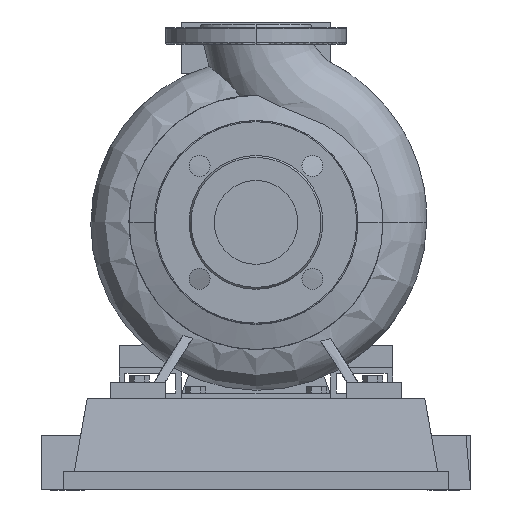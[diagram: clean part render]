
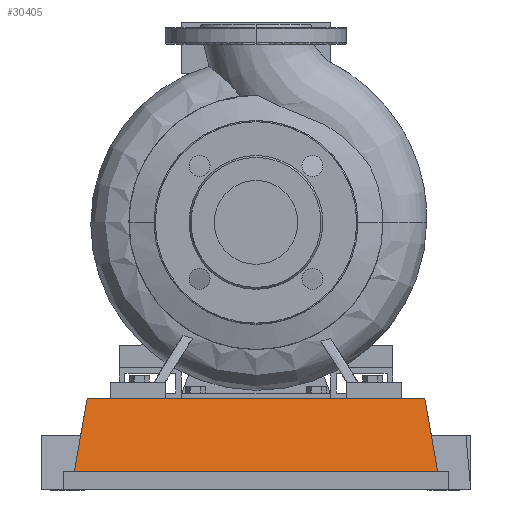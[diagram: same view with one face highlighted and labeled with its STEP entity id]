
A CAD part, left-side view. The second image highlights one B-rep face of the part: STEP entity #30405.
In plain terms, the highlighted planar face has unit normal (-0.985, 0, 0.174).
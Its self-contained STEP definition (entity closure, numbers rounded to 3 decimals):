
#28661=CARTESIAN_POINT('',(-65.,-165.,16.6));
#28662=VERTEX_POINT('',#28661);
#28669=CARTESIAN_POINT('',(-65.,165.0,16.6));
#28670=VERTEX_POINT('',#28669);
#28671=CARTESIAN_POINT('',(-65.,-165.,16.6));
#28672=DIRECTION('',(0.0,1.0,0.0));
#28673=VECTOR('',#28672,330.0);
#28674=LINE('',#28671,#28673);
#28675=EDGE_CURVE('',#28662,#28670,#28674,.T.);
#30139=CARTESIAN_POINT('',(-53.292,-153.292,83.0));
#30140=VERTEX_POINT('',#30139);
#30147=CARTESIAN_POINT('',(-65.,-165.,16.6));
#30148=DIRECTION('',(0.171,0.171,0.97));
#30149=VECTOR('',#30148,68.433);
#30150=LINE('',#30147,#30149);
#30151=EDGE_CURVE('',#28662,#30140,#30150,.T.);
#30382=CARTESIAN_POINT('',(-65.,-165.,16.6));
#30383=DIRECTION('',(-0.985,0.,0.174));
#30384=DIRECTION('',(0.0,-1.0,0.0));
#30385=AXIS2_PLACEMENT_3D('',#30382,#30383,#30384);
#30386=PLANE('',#30385);
#30387=CARTESIAN_POINT('',(-53.292,153.292,83.0));
#30388=VERTEX_POINT('',#30387);
#30389=CARTESIAN_POINT('',(-53.292,-153.292,83.0));
#30390=DIRECTION('',(0.0,1.0,0.0));
#30391=VECTOR('',#30390,306.584);
#30392=LINE('',#30389,#30391);
#30393=EDGE_CURVE('',#30140,#30388,#30392,.T.);
#30394=ORIENTED_EDGE('',*,*,#30393,.T.);
#30395=CARTESIAN_POINT('',(-65.,165.0,16.6));
#30396=DIRECTION('',(0.171,-0.171,0.97));
#30397=VECTOR('',#30396,68.433);
#30398=LINE('',#30395,#30397);
#30399=EDGE_CURVE('',#28670,#30388,#30398,.T.);
#30400=ORIENTED_EDGE('',*,*,#30399,.F.);
#30401=ORIENTED_EDGE('',*,*,#28675,.F.);
#30402=ORIENTED_EDGE('',*,*,#30151,.T.);
#30403=EDGE_LOOP('',(#30394,#30400,#30401,#30402));
#30404=FACE_OUTER_BOUND('',#30403,.T.);
#30405=ADVANCED_FACE('',(#30404),#30386,.T.);
